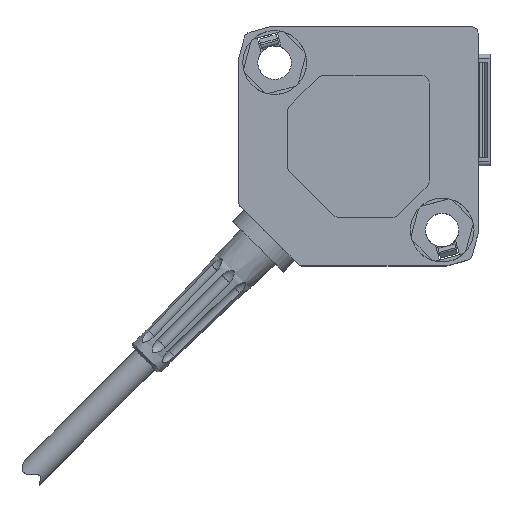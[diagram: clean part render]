
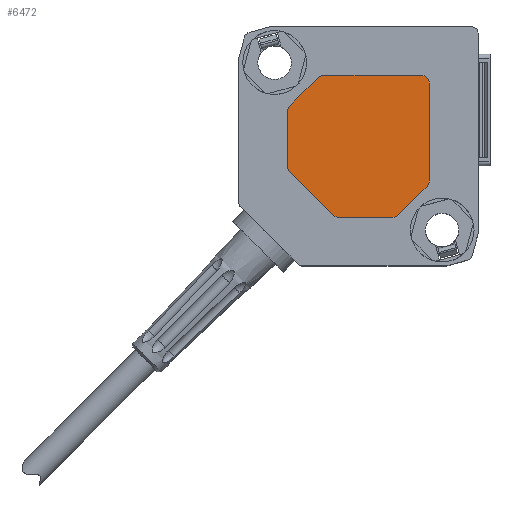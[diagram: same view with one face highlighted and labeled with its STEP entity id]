
A CAD part, top view. The second image highlights one B-rep face of the part: STEP entity #6472.
In plain terms, the highlighted planar face has unit normal (0, 0, 1).
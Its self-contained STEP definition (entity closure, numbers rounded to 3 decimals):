
#48 = CARTESIAN_POINT ( 'NONE',  ( 6.393, 11.807, 7.25 ) ) ;
#58 = ORIENTED_EDGE ( 'NONE', *, *, #787, .T. ) ;
#68 = EDGE_CURVE ( 'NONE', #3881, #5218, #7014, .T. ) ;
#82 = CARTESIAN_POINT ( 'NONE',  ( 12.514, 6.1, 7.25 ) ) ;
#159 = ORIENTED_EDGE ( 'NONE', *, *, #4009, .T. ) ;
#262 = PLANE ( 'NONE',  #6225 ) ;
#377 = CARTESIAN_POINT ( 'NONE',  ( 6.1, 19.333, 7.25 ) ) ;
#439 = ORIENTED_EDGE ( 'NONE', *, *, #4191, .T. ) ;
#550 = ORIENTED_EDGE ( 'NONE', *, *, #3647, .T. ) ;
#551 = ORIENTED_EDGE ( 'NONE', *, *, #6616, .T. ) ;
#646 = DIRECTION ( 'NONE',  ( 0., 1., 0. ) ) ;
#653 = DIRECTION ( 'NONE',  ( 0., -1., 0. ) ) ;
#685 = EDGE_CURVE ( 'NONE', #3261, #1375, #7008, .T. ) ;
#727 = CIRCLE ( 'NONE', #3490, 1. ) ;
#787 = EDGE_CURVE ( 'NONE', #6397, #5425, #5606, .T. ) ;
#824 = VECTOR ( 'NONE', #1088, 1000. ) ;
#838 = DIRECTION ( 'NONE',  ( 0., 0., 1. ) ) ;
#913 = FACE_OUTER_BOUND ( 'NONE', #6756, .T. ) ;
#951 = CIRCLE ( 'NONE', #3591, 1. ) ;
#986 = CARTESIAN_POINT ( 'NONE',  ( 9.96, 23.607, 7.25 ) ) ;
#1050 = AXIS2_PLACEMENT_3D ( 'NONE', #2138, #4288, #4324 ) ;
#1088 = DIRECTION ( 'NONE',  ( 1., 0., 0. ) ) ;
#1243 = CARTESIAN_POINT ( 'NONE',  ( 23.9, 10.667, 7.25 ) ) ;
#1346 = ORIENTED_EDGE ( 'NONE', *, *, #1740, .T. ) ;
#1375 = VERTEX_POINT ( 'NONE', #6733 ) ;
#1395 = DIRECTION ( 'NONE',  ( 0., 0., 1. ) ) ;
#1453 = ORIENTED_EDGE ( 'NONE', *, *, #3089, .T. ) ;
#1479 = CARTESIAN_POINT ( 'NONE',  ( 9.96, 23.607, 7.25 ) ) ;
#1541 = DIRECTION ( 'NONE',  ( 0., 0., 1. ) ) ;
#1635 = CARTESIAN_POINT ( 'NONE',  ( 7.1, 19.333, 7.25 ) ) ;
#1733 = CARTESIAN_POINT ( 'NONE',  ( 10.667, 22.9, 7.25 ) ) ;
#1740 = EDGE_CURVE ( 'NONE', #4638, #3575, #4039, .T. ) ;
#1881 = EDGE_CURVE ( 'NONE', #3977, #4181, #951, .T. ) ;
#1993 = DIRECTION ( 'NONE',  ( -0.707, -0.707, 0. ) ) ;
#2056 = CARTESIAN_POINT ( 'NONE',  ( 7.1, 12.514, 7.25 ) ) ;
#2086 = AXIS2_PLACEMENT_3D ( 'NONE', #2665, #1541, #3274 ) ;
#2138 = CARTESIAN_POINT ( 'NONE',  ( 19.333, 7.1, 7.25 ) ) ;
#2141 = CIRCLE ( 'NONE', #6282, 1. ) ;
#2203 = VECTOR ( 'NONE', #4465, 1000. ) ;
#2410 = CARTESIAN_POINT ( 'NONE',  ( 6.393, 20.04, 7.25 ) ) ;
#2429 = CIRCLE ( 'NONE', #1050, 1. ) ;
#2522 = DIRECTION ( 'NONE',  ( 1., 0., 0. ) ) ;
#2665 = CARTESIAN_POINT ( 'NONE',  ( 22.9, 10.667, 7.25 ) ) ;
#2682 = CARTESIAN_POINT ( 'NONE',  ( 23.607, 9.96, 7.25 ) ) ;
#2757 = EDGE_CURVE ( 'NONE', #1375, #3881, #727, .T. ) ;
#2842 = CARTESIAN_POINT ( 'NONE',  ( 23.9, 10.667, 7.25 ) ) ;
#2851 = EDGE_CURVE ( 'NONE', #5218, #5174, #6012, .T. ) ;
#2857 = ORIENTED_EDGE ( 'NONE', *, *, #3727, .T. ) ;
#2993 = ORIENTED_EDGE ( 'NONE', *, *, #6755, .T. ) ;
#3027 = CARTESIAN_POINT ( 'NONE',  ( 6.393, 11.807, 7.25 ) ) ;
#3033 = VECTOR ( 'NONE', #653, 1000. ) ;
#3072 = DIRECTION ( 'NONE',  ( 0., 0., 1. ) ) ;
#3089 = EDGE_CURVE ( 'NONE', #6994, #3732, #5039, .T. ) ;
#3097 = CARTESIAN_POINT ( 'NONE',  ( 12.514, 7.1, 7.25 ) ) ;
#3261 = VERTEX_POINT ( 'NONE', #6675 ) ;
#3274 = DIRECTION ( 'NONE',  ( 1., 0., 0. ) ) ;
#3358 = VECTOR ( 'NONE', #4468, 1000. ) ;
#3465 = ORIENTED_EDGE ( 'NONE', *, *, #1881, .T. ) ;
#3490 = AXIS2_PLACEMENT_3D ( 'NONE', #1733, #6594, #4403 ) ;
#3575 = VERTEX_POINT ( 'NONE', #2682 ) ;
#3591 = AXIS2_PLACEMENT_3D ( 'NONE', #2056, #838, #6944 ) ;
#3647 = EDGE_CURVE ( 'NONE', #4592, #4638, #2429, .T. ) ;
#3727 = EDGE_CURVE ( 'NONE', #4181, #6994, #5585, .T. ) ;
#3732 = VERTEX_POINT ( 'NONE', #82 ) ;
#3786 = LINE ( 'NONE', #4355, #824 ) ;
#3815 = CARTESIAN_POINT ( 'NONE',  ( 6.1, 12.514, 7.25 ) ) ;
#3831 = DIRECTION ( 'NONE',  ( 1., 0., 0. ) ) ;
#3881 = VERTEX_POINT ( 'NONE', #1479 ) ;
#3885 = LINE ( 'NONE', #6753, #3033 ) ;
#3900 = VECTOR ( 'NONE', #4857, 1000. ) ;
#3922 = CIRCLE ( 'NONE', #2086, 1. ) ;
#3977 = VERTEX_POINT ( 'NONE', #3815 ) ;
#4009 = EDGE_CURVE ( 'NONE', #5174, #3977, #3885, .T. ) ;
#4039 = LINE ( 'NONE', #5154, #3358 ) ;
#4181 = VERTEX_POINT ( 'NONE', #3027 ) ;
#4191 = EDGE_CURVE ( 'NONE', #5425, #3261, #2141, .T. ) ;
#4261 = ORIENTED_EDGE ( 'NONE', *, *, #2851, .T. ) ;
#4272 = CARTESIAN_POINT ( 'NONE',  ( 22.9, 23.9, 7.25 ) ) ;
#4276 = DIRECTION ( 'NONE',  ( 0., 0., 1. ) ) ;
#4288 = DIRECTION ( 'NONE',  ( 0., 0., 1. ) ) ;
#4324 = DIRECTION ( 'NONE',  ( 1., 0., 0. ) ) ;
#4355 = CARTESIAN_POINT ( 'NONE',  ( 12.514, 6.1, 7.25 ) ) ;
#4403 = DIRECTION ( 'NONE',  ( 1., 0., 0. ) ) ;
#4465 = DIRECTION ( 'NONE',  ( 0.707, -0.707, 0. ) ) ;
#4468 = DIRECTION ( 'NONE',  ( 0.707, 0.707, 0. ) ) ;
#4592 = VERTEX_POINT ( 'NONE', #4692 ) ;
#4638 = VERTEX_POINT ( 'NONE', #4907 ) ;
#4692 = CARTESIAN_POINT ( 'NONE',  ( 19.333, 6.1, 7.25 ) ) ;
#4714 = VECTOR ( 'NONE', #1993, 1000. ) ;
#4767 = CARTESIAN_POINT ( 'NONE',  ( 7.1, 12.514, 7.25 ) ) ;
#4794 = DIRECTION ( 'NONE',  ( 1., 0., 0. ) ) ;
#4857 = DIRECTION ( 'NONE',  ( -1., 0., 0. ) ) ;
#4907 = CARTESIAN_POINT ( 'NONE',  ( 20.04, 6.393, 7.25 ) ) ;
#4924 = ORIENTED_EDGE ( 'NONE', *, *, #2757, .T. ) ;
#5016 = ORIENTED_EDGE ( 'NONE', *, *, #68, .T. ) ;
#5039 = CIRCLE ( 'NONE', #6750, 1. ) ;
#5154 = CARTESIAN_POINT ( 'NONE',  ( 20.04, 6.393, 7.25 ) ) ;
#5174 = VERTEX_POINT ( 'NONE', #377 ) ;
#5218 = VERTEX_POINT ( 'NONE', #2410 ) ;
#5253 = CARTESIAN_POINT ( 'NONE',  ( 23.9, 22.9, 7.25 ) ) ;
#5425 = VERTEX_POINT ( 'NONE', #5253 ) ;
#5553 = AXIS2_PLACEMENT_3D ( 'NONE', #1635, #6061, #3831 ) ;
#5585 = LINE ( 'NONE', #48, #2203 ) ;
#5606 = LINE ( 'NONE', #2842, #6460 ) ;
#6012 = CIRCLE ( 'NONE', #5553, 1. ) ;
#6061 = DIRECTION ( 'NONE',  ( 0., 0., 1. ) ) ;
#6225 = AXIS2_PLACEMENT_3D ( 'NONE', #4767, #3072, #6874 ) ;
#6282 = AXIS2_PLACEMENT_3D ( 'NONE', #6789, #1395, #2522 ) ;
#6339 = CARTESIAN_POINT ( 'NONE',  ( 11.807, 6.393, 7.25 ) ) ;
#6397 = VERTEX_POINT ( 'NONE', #1243 ) ;
#6460 = VECTOR ( 'NONE', #646, 1000. ) ;
#6472 = ADVANCED_FACE ( 'NONE', ( #913 ), #262, .T. ) ;
#6594 = DIRECTION ( 'NONE',  ( 0., 0., 1. ) ) ;
#6616 = EDGE_CURVE ( 'NONE', #3732, #4592, #3786, .T. ) ;
#6675 = CARTESIAN_POINT ( 'NONE',  ( 22.9, 23.9, 7.25 ) ) ;
#6733 = CARTESIAN_POINT ( 'NONE',  ( 10.667, 23.9, 7.25 ) ) ;
#6750 = AXIS2_PLACEMENT_3D ( 'NONE', #3097, #4276, #4794 ) ;
#6753 = CARTESIAN_POINT ( 'NONE',  ( 6.1, 19.333, 7.25 ) ) ;
#6755 = EDGE_CURVE ( 'NONE', #3575, #6397, #3922, .T. ) ;
#6756 = EDGE_LOOP ( 'NONE', ( #159, #3465, #2857, #1453, #551, #550, #1346, #2993, #58, #439, #7097, #4924, #5016, #4261 ) ) ;
#6789 = CARTESIAN_POINT ( 'NONE',  ( 22.9, 22.9, 7.25 ) ) ;
#6874 = DIRECTION ( 'NONE',  ( 1., 0., 0. ) ) ;
#6944 = DIRECTION ( 'NONE',  ( 1., 0., 0. ) ) ;
#6994 = VERTEX_POINT ( 'NONE', #6339 ) ;
#7008 = LINE ( 'NONE', #4272, #3900 ) ;
#7014 = LINE ( 'NONE', #986, #4714 ) ;
#7097 = ORIENTED_EDGE ( 'NONE', *, *, #685, .T. ) ;
